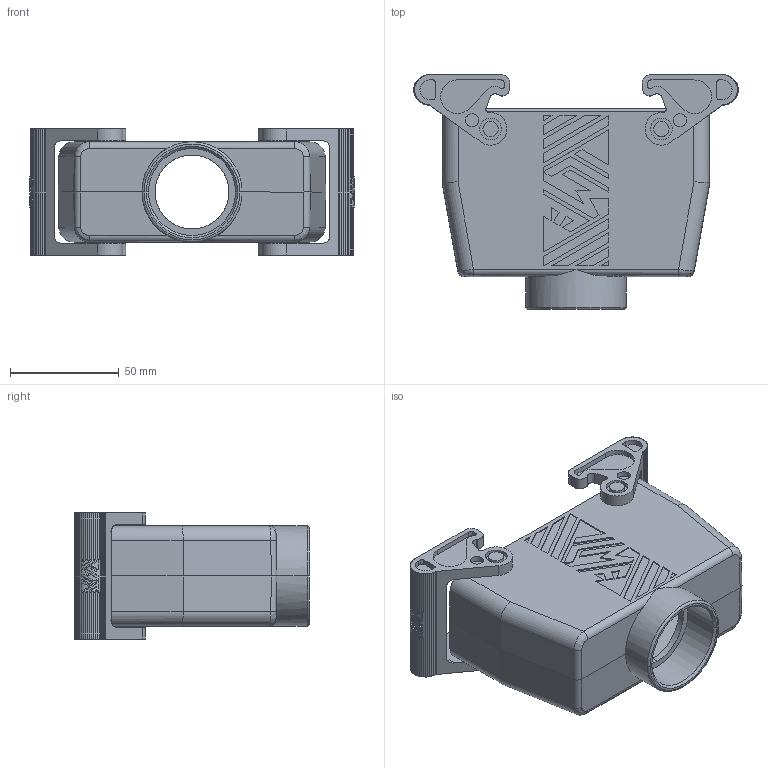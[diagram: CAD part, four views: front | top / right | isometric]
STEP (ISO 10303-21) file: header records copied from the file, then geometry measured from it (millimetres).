
FILE_DESCRIPTION(('Creo Elements/Direct Modeling STEP Export'),'2;1');
FILE_NAME('0ln7uvk53b78uce4816','2020-06-22T14:35:51',(''),(''),'Creo Elements/Direct Modeling STEP processor for AP214 (Solid Model)','Creo Elements/Direct Modeling 20.1B 02-Apr-2019 (C) Parametric Technology GmbH','');
FILE_SCHEMA(('AUTOMOTIVE_DESIGN { 1 0 10303 214 1 1 1 1 }'));
Length unit declared in the file: millimetre
Products named in the file (2): TAVH_24G40B
Assembly tree (1 placements, depth 2):
  TAVH_24G40B
    TAVH_24G40B
Bounding box: 149.1 x 107.9 x 58 mm (x, y, z)
Volume: 178580.4 mm3; surface area: 79609.7 mm2
Topology: 1 solids, 1 shells, 800 faces, 2162 edges, 1422 vertices
Faces by surface type: plane 534, cylinder 238, bspline 16, cone 10, torus 2
Entity records: 25311 total; most frequent: CARTESIAN_POINT 5810, ORIENTED_EDGE 4324, DIRECTION 3788, EDGE_CURVE 2162, VERTEX_POINT 1422, VECTOR 1386, LINE 1386, AXIS2_PLACEMENT_3D 1201
